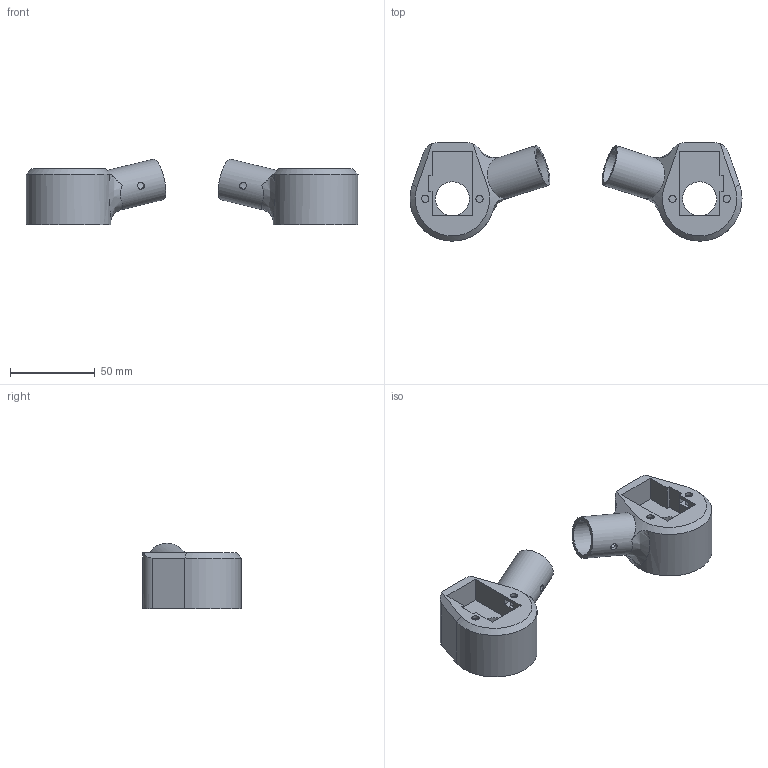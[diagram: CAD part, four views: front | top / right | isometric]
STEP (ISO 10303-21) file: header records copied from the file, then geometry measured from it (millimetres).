
FILE_DESCRIPTION(/* description */ (''),/* implementation_level */ '2;1');
FILE_NAME(/* name */ 'Directional Motor Support Front v24.stp',/* time_stamp */ '2020-12-11T16:27:25+01:00',/* author */ (''),/* organization */ (''),/* preprocessor_version */ 'ST-DEVELOPER v18.1',/* originating_system */ 'Autodesk Translation Framework v9.7.1.1290',/* authorisation */ '');
FILE_SCHEMA (('AUTOMOTIVE_DESIGN { 1 0 10303 214 3 1 1 }'));
Length unit declared in the file: millimetre
Products named in the file (3): Directional Motor Support - Front; DMS - Front - Right; DMS - Front - Left
Assembly tree (2 placements, depth 2):
  Directional Motor Support - Front
    DMS - Front - Right
    DMS - Front - Left
Bounding box: 196 x 57.99 x 38.78 mm (x, y, z)
Volume: 115893.4 mm3; surface area: 35973.8 mm2
Topology: 2 solids, 2 shells, 104 faces, 268 edges, 178 vertices
Faces by surface type: plane 64, cylinder 28, bspline 10, cone 2
Full cylindrical faces by diameter (mm): 4.2 x4, 4.3 x8, 20 x2, 20.6 x2, 24.6 x2, 28 x2, 42 x2
Entity records: 3927 total; most frequent: CARTESIAN_POINT 1302, ORIENTED_EDGE 536, DIRECTION 492, EDGE_CURVE 268, VERTEX_POINT 178, AXIS2_PLACEMENT_3D 169, LINE 154, VECTOR 154
